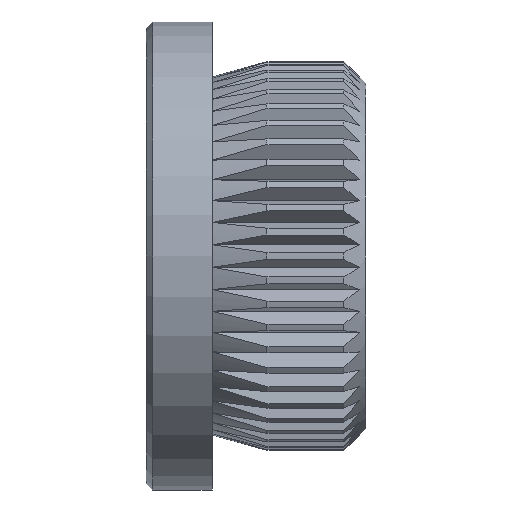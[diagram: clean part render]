
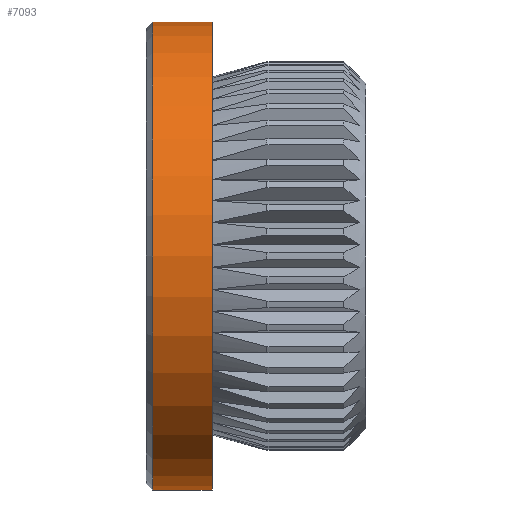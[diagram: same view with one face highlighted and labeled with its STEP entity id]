
A CAD part, left-side view. The second image highlights one B-rep face of the part: STEP entity #7093.
In plain terms, the highlighted cylindrical face has radius 10.65 mm (diameter 21.3 mm), a partial arc.
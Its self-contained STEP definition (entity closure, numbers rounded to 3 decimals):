
#1154 = CARTESIAN_POINT ( 'NONE',  ( 0., 9.7, 10.65 ) ) ;
#1545 = DIRECTION ( 'NONE',  ( 0., -1., 0. ) ) ;
#1619 = VECTOR ( 'NONE', #8474, 1000. ) ;
#1794 = ORIENTED_EDGE ( 'NONE', *, *, #8563, .T. ) ;
#1864 = LINE ( 'NONE', #12510, #13550 ) ;
#2817 = AXIS2_PLACEMENT_3D ( 'NONE', #14193, #15800, #3211 ) ;
#2937 = EDGE_CURVE ( 'NONE', #9000, #16236, #5547, .T. ) ;
#3211 = DIRECTION ( 'NONE',  ( 0., 0., -1. ) ) ;
#3568 = VERTEX_POINT ( 'NONE', #1154 ) ;
#4151 = EDGE_LOOP ( 'NONE', ( #18023, #4712, #1794, #6631 ) ) ;
#4187 = VERTEX_POINT ( 'NONE', #4741 ) ;
#4712 = ORIENTED_EDGE ( 'NONE', *, *, #12005, .T. ) ;
#4741 = CARTESIAN_POINT ( 'NONE',  ( 0., 9.7, -10.65 ) ) ;
#4814 = CARTESIAN_POINT ( 'NONE',  ( 0., 9.7, 0. ) ) ;
#5547 = CIRCLE ( 'NONE', #15729, 10.65 ) ;
#6129 = DIRECTION ( 'NONE',  ( 0., -1., 0. ) ) ;
#6631 = ORIENTED_EDGE ( 'NONE', *, *, #2937, .F. ) ;
#7093 = ADVANCED_FACE ( 'NONE', ( #9925 ), #9191, .T. ) ;
#7300 = CIRCLE ( 'NONE', #14052, 10.65 ) ;
#8474 = DIRECTION ( 'NONE',  ( 0., -1., 0. ) ) ;
#8563 = EDGE_CURVE ( 'NONE', #4187, #16236, #1864, .T. ) ;
#9000 = VERTEX_POINT ( 'NONE', #15674 ) ;
#9191 = CYLINDRICAL_SURFACE ( 'NONE', #2817, 10.65 ) ;
#9254 = CARTESIAN_POINT ( 'NONE',  ( 0., 7., 0. ) ) ;
#9925 = FACE_OUTER_BOUND ( 'NONE', #4151, .T. ) ;
#10855 = DIRECTION ( 'NONE',  ( 0., 0., -1. ) ) ;
#11246 = EDGE_CURVE ( 'NONE', #3568, #9000, #19696, .T. ) ;
#12005 = EDGE_CURVE ( 'NONE', #3568, #4187, #7300, .T. ) ;
#12510 = CARTESIAN_POINT ( 'NONE',  ( 0., 0., -10.65 ) ) ;
#13550 = VECTOR ( 'NONE', #6129, 1000. ) ;
#14052 = AXIS2_PLACEMENT_3D ( 'NONE', #4814, #1545, #17215 ) ;
#14193 = CARTESIAN_POINT ( 'NONE',  ( 0., 0., 0. ) ) ;
#15674 = CARTESIAN_POINT ( 'NONE',  ( 0., 7., 10.65 ) ) ;
#15729 = AXIS2_PLACEMENT_3D ( 'NONE', #9254, #20320, #10855 ) ;
#15800 = DIRECTION ( 'NONE',  ( 0., -1., 0. ) ) ;
#15832 = CARTESIAN_POINT ( 'NONE',  ( 0., 7., -10.65 ) ) ;
#16236 = VERTEX_POINT ( 'NONE', #15832 ) ;
#17215 = DIRECTION ( 'NONE',  ( 0., 0., 1. ) ) ;
#18023 = ORIENTED_EDGE ( 'NONE', *, *, #11246, .F. ) ;
#19421 = CARTESIAN_POINT ( 'NONE',  ( 0., 0., 10.65 ) ) ;
#19696 = LINE ( 'NONE', #19421, #1619 ) ;
#20320 = DIRECTION ( 'NONE',  ( 0., -1., 0. ) ) ;
